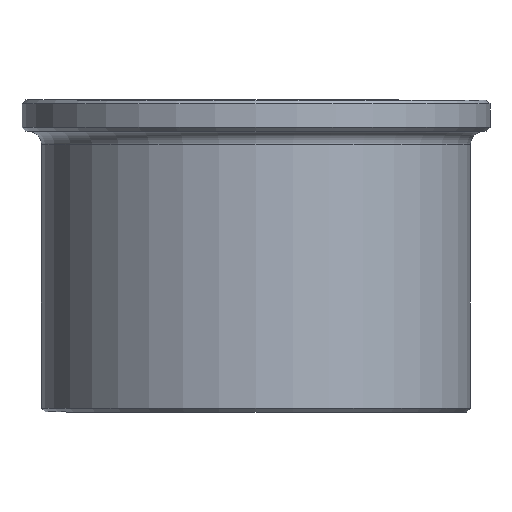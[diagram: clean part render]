
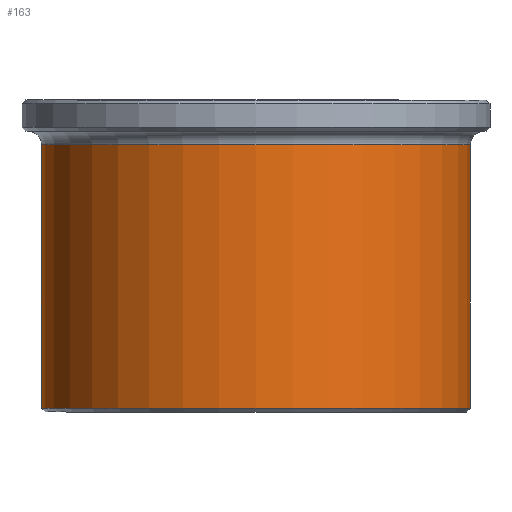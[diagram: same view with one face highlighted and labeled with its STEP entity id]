
A CAD part, front view. The second image highlights one B-rep face of the part: STEP entity #163.
In plain terms, the highlighted cylindrical face has radius 55 mm (diameter 110 mm), a full revolution.
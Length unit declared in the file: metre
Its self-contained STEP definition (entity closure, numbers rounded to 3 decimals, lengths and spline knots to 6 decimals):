
#163=ADVANCED_FACE('',(#199,#200),#201,.T.);
#199=FACE_OUTER_BOUND('',#3079,.T.);
#200=FACE_OUTER_BOUND('',#3080,.T.);
#201=CYLINDRICAL_SURFACE('',#3081,0.055);
#3079=EDGE_LOOP('',(#5990));
#3080=EDGE_LOOP('',(#5991));
#3081=AXIS2_PLACEMENT_3D('',#5992,#5993,#5994);
#5990=ORIENTED_EDGE('',*,*,#6043,.T.);
#5991=ORIENTED_EDGE('',*,*,#6044,.F.);
#5992=CARTESIAN_POINT('',(0.0,0.0,0.));
#5993=DIRECTION('',(0.0,0.,-1.0));
#5994=DIRECTION('',(0.0,1.0,0.));
#6043=EDGE_CURVE('',#6082,#6082,#6083,.T.);
#6044=EDGE_CURVE('',#6084,#6084,#6085,.T.);
#6082=VERTEX_POINT('',#6350);
#6083=CIRCLE('',#6351,0.055);
#6084=VERTEX_POINT('',#6352);
#6085=CIRCLE('',#6353,0.055);
#6350=CARTESIAN_POINT('',(0.0,0.055,0.0685));
#6351=AXIS2_PLACEMENT_3D('',#6397,#6398,#6399);
#6352=CARTESIAN_POINT('',(0.0,0.055,0.001));
#6353=AXIS2_PLACEMENT_3D('',#6400,#6401,#6402);
#6397=CARTESIAN_POINT('',(0.0,0.0,0.0685));
#6398=DIRECTION('',(0.0,0.,-1.0));
#6399=DIRECTION('',(0.0,1.0,0.));
#6400=CARTESIAN_POINT('',(0.0,0.0,0.001));
#6401=DIRECTION('',(0.0,0.,-1.0));
#6402=DIRECTION('',(0.0,1.0,0.));
